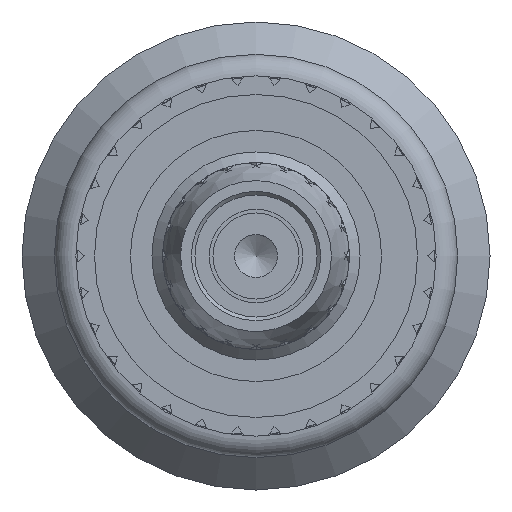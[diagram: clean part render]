
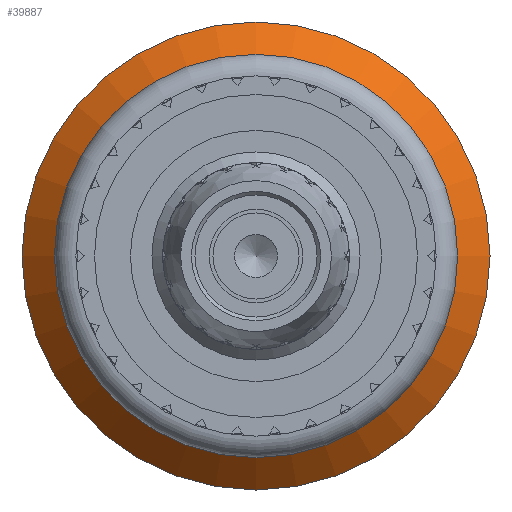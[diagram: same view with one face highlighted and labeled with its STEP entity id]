
A CAD part, left-side view. The second image highlights one B-rep face of the part: STEP entity #39887.
In plain terms, the highlighted conical face has half-angle 45 degrees and reference radius 2.81 mm.
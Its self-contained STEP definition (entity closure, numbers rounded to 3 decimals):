
#4059=CONICAL_SURFACE('',#60963,2.81,0.785);
#13880=ORIENTED_EDGE('',*,*,#24042,.F.);
#13881=ORIENTED_EDGE('',*,*,#24043,.F.);
#24042=EDGE_CURVE('',#29170,#29170,#31510,.F.);
#24043=EDGE_CURVE('',#29171,#29171,#31511,.T.);
#29170=VERTEX_POINT('',#94977);
#29171=VERTEX_POINT('',#94979);
#31510=CIRCLE('',#60964,3.26);
#31511=CIRCLE('',#60965,2.81);
#33349=EDGE_LOOP('',(#13880));
#33350=EDGE_LOOP('',(#13881));
#36363=FACE_BOUND('',#33349,.T.);
#36364=FACE_BOUND('',#33350,.T.);
#39887=ADVANCED_FACE('',(#36363,#36364),#4059,.T.);
#60963=AXIS2_PLACEMENT_3D('',#94975,#63828,#63829);
#60964=AXIS2_PLACEMENT_3D('',#94976,#63830,#63831);
#60965=AXIS2_PLACEMENT_3D('',#94978,#63832,#63833);
#63828=DIRECTION('',(1.,0.,0.));
#63829=DIRECTION('',(0.,0.,-1.));
#63830=DIRECTION('',(-1.,0.,0.));
#63831=DIRECTION('',(0.,0.,1.));
#63832=DIRECTION('',(-1.,0.,0.));
#63833=DIRECTION('',(0.,0.,1.));
#94975=CARTESIAN_POINT('',(1.21,0.,0.));
#94976=CARTESIAN_POINT('',(1.66,0.,0.));
#94977=CARTESIAN_POINT('',(1.66,0.,3.26));
#94978=CARTESIAN_POINT('',(1.21,0.,0.));
#94979=CARTESIAN_POINT('',(1.21,0.,2.81));
